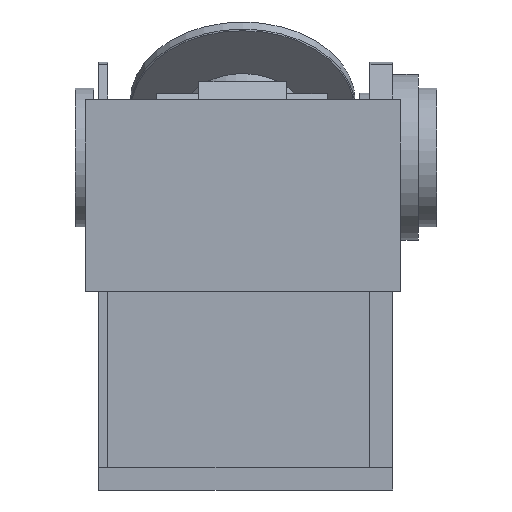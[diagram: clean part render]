
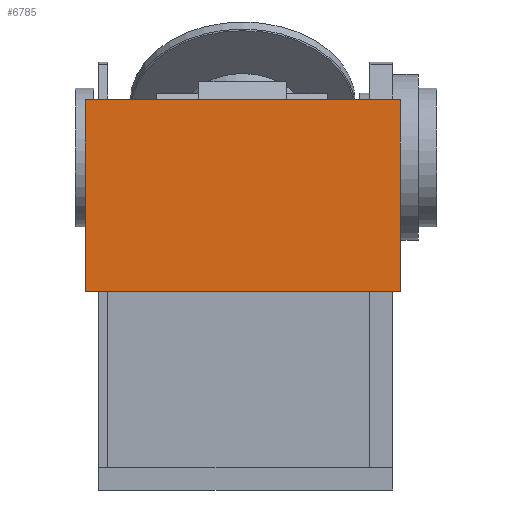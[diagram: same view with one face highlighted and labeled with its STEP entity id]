
A CAD part, front view. The second image highlights one B-rep face of the part: STEP entity #6785.
In plain terms, the highlighted planar face has unit normal (0, -1, 0).
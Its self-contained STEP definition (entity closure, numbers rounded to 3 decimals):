
#977=FACE_OUTER_BOUND('',#1440,.T.);
#1440=EDGE_LOOP('',(#6123,#6124,#6125,#6126));
#2067=LINE('',#12346,#2692);
#2068=LINE('',#12348,#2693);
#2069=LINE('',#12350,#2694);
#2070=LINE('',#12351,#2695);
#2692=VECTOR('',#8524,10.);
#2693=VECTOR('',#8525,10.);
#2694=VECTOR('',#8526,10.);
#2695=VECTOR('',#8527,10.);
#3339=VERTEX_POINT('',#12344);
#3340=VERTEX_POINT('',#12345);
#3341=VERTEX_POINT('',#12347);
#3342=VERTEX_POINT('',#12349);
#4272=EDGE_CURVE('',#3339,#3340,#2067,.T.);
#4273=EDGE_CURVE('',#3340,#3341,#2068,.T.);
#4274=EDGE_CURVE('',#3341,#3342,#2069,.T.);
#4275=EDGE_CURVE('',#3342,#3339,#2070,.T.);
#6123=ORIENTED_EDGE('',*,*,#4272,.T.);
#6124=ORIENTED_EDGE('',*,*,#4273,.T.);
#6125=ORIENTED_EDGE('',*,*,#4274,.T.);
#6126=ORIENTED_EDGE('',*,*,#4275,.T.);
#6399=PLANE('',#7179);
#6785=ADVANCED_FACE('',(#977),#6399,.T.);
#7179=AXIS2_PLACEMENT_3D('',#12343,#8522,#8523);
#8522=DIRECTION('center_axis',(0.,-1.,0.));
#8523=DIRECTION('ref_axis',(0.,0.,
-1.));
#8524=DIRECTION('',(1.,0.,0.));
#8525=DIRECTION('',(0.,0.,1.));
#8526=DIRECTION('',(-1.,0.,0.));
#8527=DIRECTION('',(0.,0.,-1.));
#12343=CARTESIAN_POINT('Origin',(0.,-103.,-85.));
#12344=CARTESIAN_POINT('',(-140.,-103.,-170.));
#12345=CARTESIAN_POINT('',(140.,-103.,-170.));
#12346=CARTESIAN_POINT('',(0.,-103.,-170.));
#12347=CARTESIAN_POINT('',(140.,-103.,0.));
#12348=CARTESIAN_POINT('',(140.,-103.,-85.));
#12349=CARTESIAN_POINT('',(-140.,-103.,0.));
#12350=CARTESIAN_POINT('',(0.,-103.,0.));
#12351=CARTESIAN_POINT('',(-140.,-103.,-85.));
